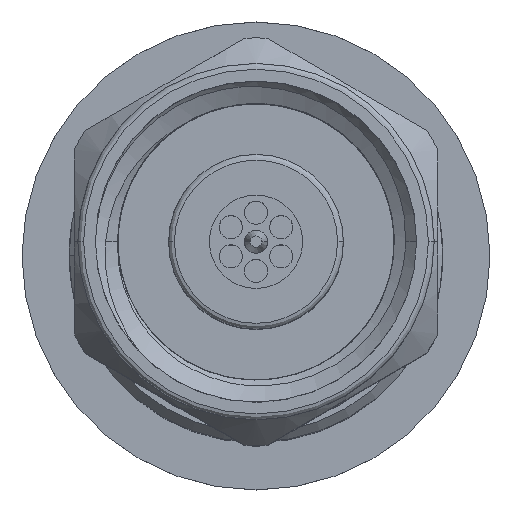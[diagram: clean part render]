
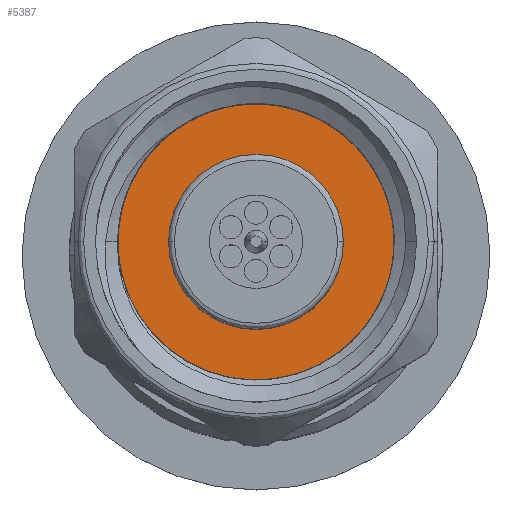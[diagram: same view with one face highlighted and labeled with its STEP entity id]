
A CAD part, top view. The second image highlights one B-rep face of the part: STEP entity #5387.
In plain terms, the highlighted face is planar.
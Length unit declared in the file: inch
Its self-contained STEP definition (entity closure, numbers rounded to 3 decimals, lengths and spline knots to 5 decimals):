
#86 = VERTEX_POINT ( 'NONE', #1147 ) ;
#536 = DIRECTION ( 'NONE',  ( 0., 0., 1. ) ) ;
#777 = DIRECTION ( 'NONE',  ( 0., 0., 1. ) ) ;
#1147 = CARTESIAN_POINT ( 'NONE',  ( 0.3, 0., -0.1378 ) ) ;
#2268 = AXIS2_PLACEMENT_3D ( 'NONE', #5082, #6707, #536 ) ;
#2276 = PLANE ( 'NONE',  #8777 ) ;
#3159 = ORIENTED_EDGE ( 'NONE', *, *, #4826, .T. ) ;
#3913 = DIRECTION ( 'NONE',  ( -1., 0., 0. ) ) ;
#4826 = EDGE_CURVE ( 'NONE', #86, #9821, #7335, .T. ) ;
#5082 = CARTESIAN_POINT ( 'NONE',  ( 0.3, 0., 0. ) ) ;
#5164 = EDGE_CURVE ( 'NONE', #9821, #86, #5306, .T. ) ;
#5275 = FACE_OUTER_BOUND ( 'NONE', #8008, .T. ) ;
#5306 = CIRCLE ( 'NONE', #6883, 0.1378 ) ;
#5387 = ADVANCED_FACE ( 'NONE', ( #5275 ), #2276, .T. ) ;
#6707 = DIRECTION ( 'NONE',  ( -1., 0., 0. ) ) ;
#6883 = AXIS2_PLACEMENT_3D ( 'NONE', #8043, #7338, #8089 ) ;
#7335 = CIRCLE ( 'NONE', #2268, 0.1378 ) ;
#7338 = DIRECTION ( 'NONE',  ( -1., 0., 0. ) ) ;
#7594 = CARTESIAN_POINT ( 'NONE',  ( 0.3, 0., 0. ) ) ;
#8008 = EDGE_LOOP ( 'NONE', ( #8885, #3159 ) ) ;
#8043 = CARTESIAN_POINT ( 'NONE',  ( 0.3, 0., 0. ) ) ;
#8089 = DIRECTION ( 'NONE',  ( 0., 0., 1. ) ) ;
#8777 = AXIS2_PLACEMENT_3D ( 'NONE', #7594, #3913, #777 ) ;
#8885 = ORIENTED_EDGE ( 'NONE', *, *, #5164, .T. ) ;
#9166 = CARTESIAN_POINT ( 'NONE',  ( 0.3, 0., 0.1378 ) ) ;
#9821 = VERTEX_POINT ( 'NONE', #9166 ) ;
